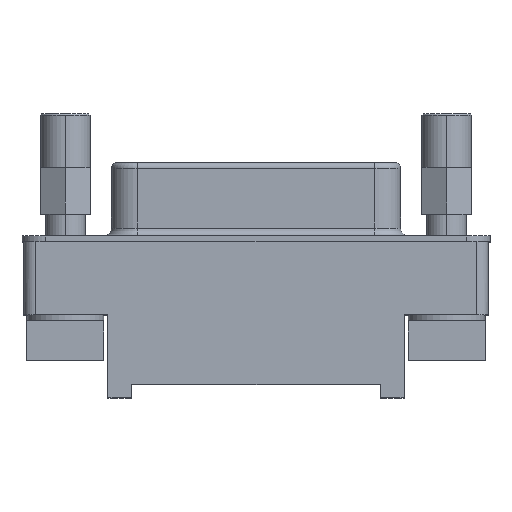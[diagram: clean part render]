
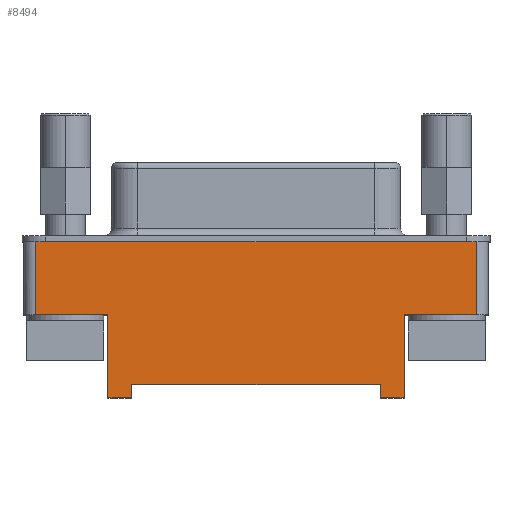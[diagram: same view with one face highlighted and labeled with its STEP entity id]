
A CAD part, top view. The second image highlights one B-rep face of the part: STEP entity #8494.
In plain terms, the highlighted planar face has unit normal (0, 0, 1).
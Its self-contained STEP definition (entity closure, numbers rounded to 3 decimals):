
#7680=CARTESIAN_POINT('',(14.16,3.048,7.544));
#7681=VERTEX_POINT('',#7680);
#7689=CARTESIAN_POINT('',(9.525,3.048,7.544));
#7690=VERTEX_POINT('',#7689);
#7691=CARTESIAN_POINT('',(9.525,3.048,7.544));
#7692=DIRECTION('',(1.0,0.0,0.0));
#7693=VECTOR('',#7692,4.635);
#7694=LINE('',#7691,#7693);
#7695=EDGE_CURVE('',#7690,#7681,#7694,.T.);
#8172=CARTESIAN_POINT('',(8.001,-1.422,7.544));
#8173=VERTEX_POINT('',#8172);
#8180=CARTESIAN_POINT('',(-8.001,-1.422,7.544));
#8181=VERTEX_POINT('',#8180);
#8182=CARTESIAN_POINT('',(8.001,-1.422,7.544));
#8183=DIRECTION('',(-1.0,0.0,0.0));
#8184=VECTOR('',#8183,16.002);
#8185=LINE('',#8182,#8184);
#8186=EDGE_CURVE('',#8173,#8181,#8185,.T.);
#8398=CARTESIAN_POINT('',(14.162,7.747,7.544));
#8399=VERTEX_POINT('',#8398);
#8407=CARTESIAN_POINT('',(14.16,3.048,7.544));
#8408=DIRECTION('',(0.,1.,0.));
#8409=VECTOR('',#8408,4.699);
#8410=LINE('',#8407,#8409);
#8411=EDGE_CURVE('',#7681,#8399,#8410,.T.);
#8416=CARTESIAN_POINT('',(15.578,-2.788,7.544));
#8417=DIRECTION('',(0.0,0.0,1.0));
#8418=DIRECTION('',(0.0,1.0,0.0));
#8419=AXIS2_PLACEMENT_3D('',#8416,#8417,#8418);
#8420=PLANE('',#8419);
#8421=CARTESIAN_POINT('',(-14.16,3.048,7.544));
#8422=VERTEX_POINT('',#8421);
#8423=CARTESIAN_POINT('',(-9.525,3.048,7.544));
#8424=VERTEX_POINT('',#8423);
#8425=CARTESIAN_POINT('',(-14.16,3.048,7.544));
#8426=DIRECTION('',(1.0,0.0,0.0));
#8427=VECTOR('',#8426,4.635);
#8428=LINE('',#8425,#8427);
#8429=EDGE_CURVE('',#8422,#8424,#8428,.T.);
#8430=ORIENTED_EDGE('',*,*,#8429,.T.);
#8431=CARTESIAN_POINT('',(-9.525,-2.286,7.544));
#8432=VERTEX_POINT('',#8431);
#8433=CARTESIAN_POINT('',(-9.525,3.048,7.544));
#8434=DIRECTION('',(0.0,-1.0,0.0));
#8435=VECTOR('',#8434,5.334);
#8436=LINE('',#8433,#8435);
#8437=EDGE_CURVE('',#8424,#8432,#8436,.T.);
#8438=ORIENTED_EDGE('',*,*,#8437,.T.);
#8439=CARTESIAN_POINT('',(-8.001,-2.286,7.544));
#8440=VERTEX_POINT('',#8439);
#8441=CARTESIAN_POINT('',(-9.525,-2.286,7.544));
#8442=DIRECTION('',(1.0,0.0,0.0));
#8443=VECTOR('',#8442,1.524);
#8444=LINE('',#8441,#8443);
#8445=EDGE_CURVE('',#8432,#8440,#8444,.T.);
#8446=ORIENTED_EDGE('',*,*,#8445,.T.);
#8447=CARTESIAN_POINT('',(-8.001,-2.286,7.544));
#8448=DIRECTION('',(0.0,1.0,0.0));
#8449=VECTOR('',#8448,0.864);
#8450=LINE('',#8447,#8449);
#8451=EDGE_CURVE('',#8440,#8181,#8450,.T.);
#8452=ORIENTED_EDGE('',*,*,#8451,.T.);
#8453=ORIENTED_EDGE('',*,*,#8186,.F.);
#8454=CARTESIAN_POINT('',(8.001,-2.286,7.544));
#8455=VERTEX_POINT('',#8454);
#8456=CARTESIAN_POINT('',(8.001,-2.286,7.544));
#8457=DIRECTION('',(0.0,1.0,0.0));
#8458=VECTOR('',#8457,0.864);
#8459=LINE('',#8456,#8458);
#8460=EDGE_CURVE('',#8455,#8173,#8459,.T.);
#8461=ORIENTED_EDGE('',*,*,#8460,.F.);
#8462=CARTESIAN_POINT('',(9.525,-2.286,7.544));
#8463=VERTEX_POINT('',#8462);
#8464=CARTESIAN_POINT('',(8.001,-2.286,7.544));
#8465=DIRECTION('',(1.0,0.0,0.0));
#8466=VECTOR('',#8465,1.524);
#8467=LINE('',#8464,#8466);
#8468=EDGE_CURVE('',#8455,#8463,#8467,.T.);
#8469=ORIENTED_EDGE('',*,*,#8468,.T.);
#8470=CARTESIAN_POINT('',(9.525,-2.286,7.544));
#8471=DIRECTION('',(0.0,1.0,0.0));
#8472=VECTOR('',#8471,5.334);
#8473=LINE('',#8470,#8472);
#8474=EDGE_CURVE('',#8463,#7690,#8473,.T.);
#8475=ORIENTED_EDGE('',*,*,#8474,.T.);
#8476=ORIENTED_EDGE('',*,*,#7695,.T.);
#8477=ORIENTED_EDGE('',*,*,#8411,.T.);
#8478=CARTESIAN_POINT('',(-14.162,7.747,7.544));
#8479=VERTEX_POINT('',#8478);
#8480=CARTESIAN_POINT('',(14.162,7.747,7.544));
#8481=DIRECTION('',(-1.0,0.0,0.0));
#8482=VECTOR('',#8481,28.324);
#8483=LINE('',#8480,#8482);
#8484=EDGE_CURVE('',#8399,#8479,#8483,.T.);
#8485=ORIENTED_EDGE('',*,*,#8484,.T.);
#8486=CARTESIAN_POINT('',(-14.162,7.747,7.544));
#8487=DIRECTION('',(0.,-1.,0.));
#8488=VECTOR('',#8487,4.699);
#8489=LINE('',#8486,#8488);
#8490=EDGE_CURVE('',#8479,#8422,#8489,.T.);
#8491=ORIENTED_EDGE('',*,*,#8490,.T.);
#8492=EDGE_LOOP('',(#8430,#8438,#8446,#8452,#8453,#8461,#8469,#8475,#8476,#8477,#8485,#8491));
#8493=FACE_OUTER_BOUND('',#8492,.T.);
#8494=ADVANCED_FACE('',(#8493),#8420,.T.);
